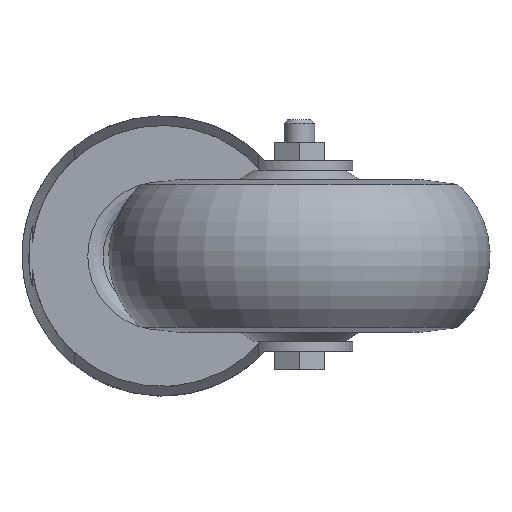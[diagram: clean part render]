
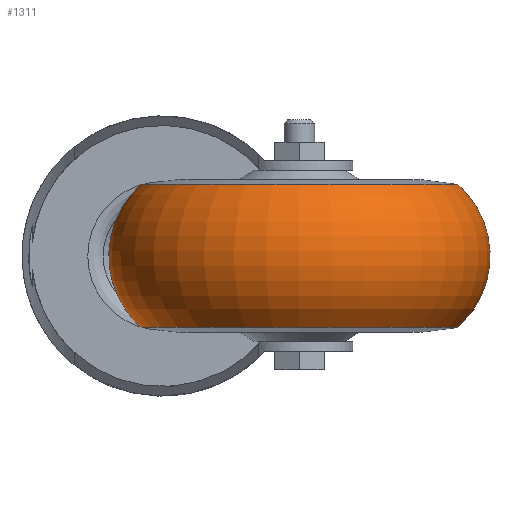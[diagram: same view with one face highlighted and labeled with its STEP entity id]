
A CAD part, front view. The second image highlights one B-rep face of the part: STEP entity #1311.
In plain terms, the highlighted toroidal (fillet/blend) face has major radius 25 mm and minor radius 25 mm.
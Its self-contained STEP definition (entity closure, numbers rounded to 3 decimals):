
#20=TOROIDAL_SURFACE('',#1451,25.,25.);
#305=CIRCLE('',#1450,41.536);
#306=CIRCLE('',#1452,41.536);
#603=ORIENTED_EDGE('',*,*,#818,.T.);
#604=ORIENTED_EDGE('',*,*,#819,.F.);
#818=EDGE_CURVE('',#946,#946,#305,.T.);
#819=EDGE_CURVE('',#947,#947,#306,.T.);
#946=VERTEX_POINT('',#2261);
#947=VERTEX_POINT('',#2264);
#1046=EDGE_LOOP('',(#603));
#1047=EDGE_LOOP('',(#604));
#1172=FACE_BOUND('',#1046,.T.);
#1173=FACE_BOUND('',#1047,.T.);
#1311=ADVANCED_FACE('',(#1172,#1173),#20,.T.);
#1450=AXIS2_PLACEMENT_3D('',#2260,#1794,#1795);
#1451=AXIS2_PLACEMENT_3D('',#2262,#1796,#1797);
#1452=AXIS2_PLACEMENT_3D('',#2263,#1798,#1799);
#1794=DIRECTION('',(0.,0.,-1.));
#1795=DIRECTION('',(-1.,0.,0.));
#1796=DIRECTION('',(0.,0.,-1.));
#1797=DIRECTION('',(-1.,0.,0.));
#1798=DIRECTION('',(0.,0.,-1.));
#1799=DIRECTION('',(-1.,0.,0.));
#2260=CARTESIAN_POINT('',(0.,0.,18.75));
#2261=CARTESIAN_POINT('',(-41.536,0.,18.75));
#2262=CARTESIAN_POINT('',(0.,0.,0.));
#2263=CARTESIAN_POINT('',(0.,0.,-18.75));
#2264=CARTESIAN_POINT('',(-41.536,0.,-18.75));
